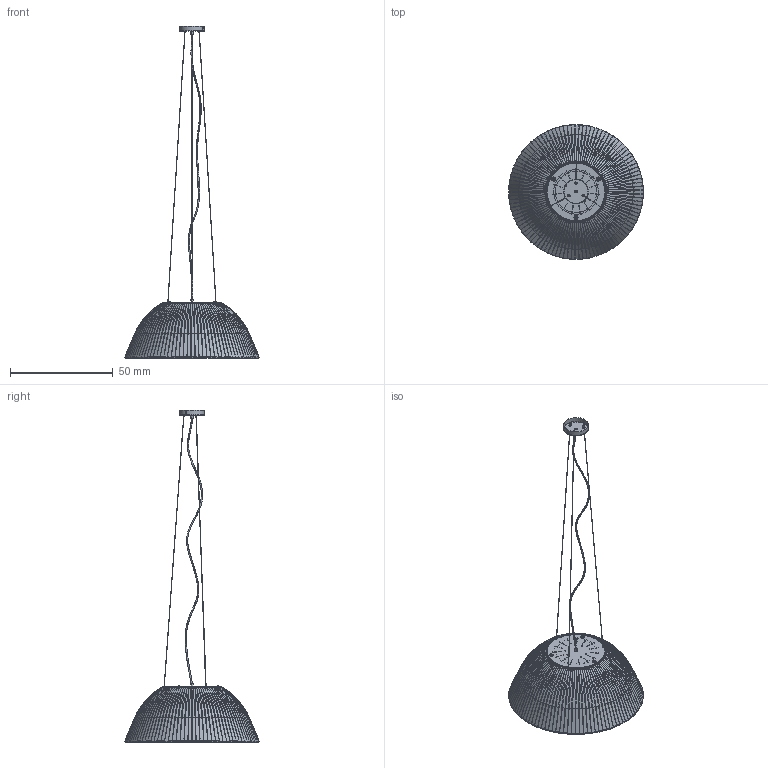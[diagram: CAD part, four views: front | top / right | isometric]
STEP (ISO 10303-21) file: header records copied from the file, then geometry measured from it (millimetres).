
FILE_DESCRIPTION(/* description */ (''),/* implementation_level */ '2;1');
FILE_NAME(/* name */ '3D_EVA EV.065C',/* time_stamp */ '2018-06-01T16:24:30+02:00',/* author */ (''),/* organization */ (''),/* preprocessor_version */ 'ST-DEVELOPER v15',/* originating_system */ '',/* authorisation */ '');
FILE_SCHEMA (('AUTOMOTIVE_DESIGN'));
Products named in the file (1): Document
Bounding box: 65.5 x 65.51 x 161.46 mm (x, y, z)
Volume: 2913.5 mm3; surface area: 44884.2 mm2
Topology: 124 solids, 125 shells, 2663 faces, 7094 edges, 4670 vertices
Faces by surface type: bspline 1425, plane 1238
Entity records: 99162 total; most frequent: CARTESIAN_POINT 56246, ORIENTED_EDGE 14132, EDGE_CURVE 7076, VERTEX_POINT 4670, B_SPLINE_CURVE_WITH_KNOTS 4253, EDGE_LOOP 3004, ADVANCED_FACE 2663, FACE_OUTER_BOUND 2663
